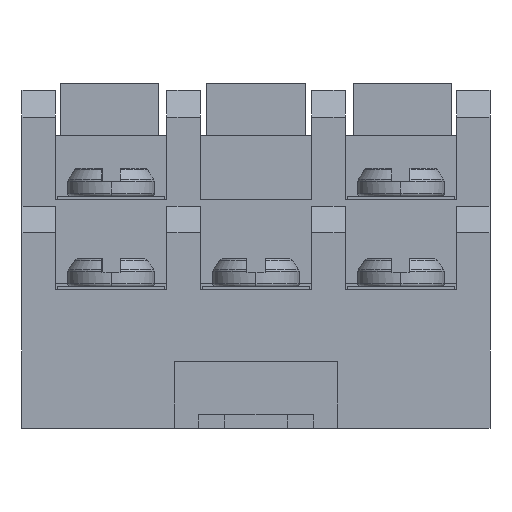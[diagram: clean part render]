
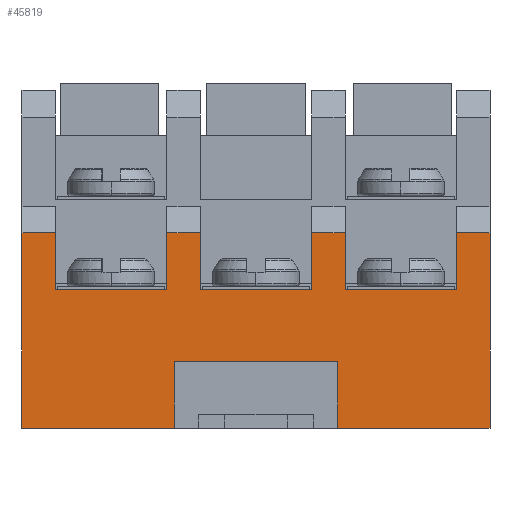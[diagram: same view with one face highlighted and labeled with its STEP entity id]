
A CAD part, front view. The second image highlights one B-rep face of the part: STEP entity #45819.
In plain terms, the highlighted planar face has unit normal (0, -1, 0).
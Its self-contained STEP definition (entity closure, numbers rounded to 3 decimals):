
#38274=DIRECTION('',(-1.,0.,0.));
#38275=VECTOR('',#38274,11.45);
#38276=CARTESIAN_POINT('',(-21570.13,-958.766,0.));
#38277=LINE('',#38276,#38275);
#38582=DIRECTION('',(0.,0.,1.));
#38583=VECTOR('',#38582,14.7);
#38584=CARTESIAN_POINT('',(-21581.58,-958.766,0.));
#38585=LINE('',#38584,#38583);
#38736=DIRECTION('',(0.,0.,-1.));
#38737=VECTOR('',#38736,14.7);
#38738=CARTESIAN_POINT('',(-21546.38,-958.766,
14.7));
#38739=LINE('',#38738,#38737);
#38939=DIRECTION('',(1.,0.,0.));
#38940=VECTOR('',#38939,1.85);
#38941=CARTESIAN_POINT('',(-21570.13,-958.766,5.));
#38942=LINE('',#38941,#38940);
#38946=DIRECTION('',(0.,0.,1.));
#38947=VECTOR('',#38946,5.);
#38948=CARTESIAN_POINT('',(-21570.13,-958.766,0.));
#38949=LINE('',#38948,#38947);
#38953=DIRECTION('',(0.,0.,-1.));
#38954=VECTOR('',#38953,5.);
#38955=CARTESIAN_POINT('',(-21557.83,-958.766,5.));
#38956=LINE('',#38955,#38954);
#38960=DIRECTION('',(1.,0.,0.));
#38961=VECTOR('',#38960,1.85);
#38962=CARTESIAN_POINT('',(-21559.68,-958.766,5.));
#38963=LINE('',#38962,#38961);
#38967=DIRECTION('',(0.,0.,1.));
#38968=VECTOR('',#38967,5.);
#38969=CARTESIAN_POINT('',(-21559.68,-958.766,0.));
#38970=LINE('',#38969,#38968);
#38974=DIRECTION('',(0.,0.,-1.));
#38975=VECTOR('',#38974,5.);
#38976=CARTESIAN_POINT('',(-21568.28,-958.766,5.));
#38977=LINE('',#38976,#38975);
#38988=DIRECTION('',(1.,0.,0.));
#38989=VECTOR('',#38988,2.5);
#38990=CARTESIAN_POINT('',(-21581.58,-958.766,14.7));
#38991=LINE('',#38990,#38989);
#42467=DIRECTION('',(1.,0.,0.));
#42468=VECTOR('',#42467,2.5);
#42469=CARTESIAN_POINT('',(-21548.88,-958.766,14.7));
#42470=LINE('',#42469,#42468);
#42474=DIRECTION('',(0.,0.,1.));
#42475=VECTOR('',#42474,4.3);
#42476=CARTESIAN_POINT('',(-21548.88,-958.766,10.4));
#42477=LINE('',#42476,#42475);
#42502=DIRECTION('',(1.,0.,0.));
#42503=VECTOR('',#42502,8.4);
#42504=CARTESIAN_POINT('',(-21557.28,-958.766,10.4));
#42505=LINE('',#42504,#42503);
#42677=DIRECTION('',(0.,0.,-1.));
#42678=VECTOR('',#42677,4.3);
#42679=CARTESIAN_POINT('',(-21557.28,-958.766,
14.7));
#42680=LINE('',#42679,#42678);
#42719=DIRECTION('',(1.,0.,0.));
#42720=VECTOR('',#42719,2.5);
#42721=CARTESIAN_POINT('',(-21559.78,-958.766,14.7));
#42722=LINE('',#42721,#42720);
#42740=DIRECTION('',(0.,0.,1.));
#42741=VECTOR('',#42740,4.3);
#42742=CARTESIAN_POINT('',(-21559.78,-958.766,10.4));
#42743=LINE('',#42742,#42741);
#42768=DIRECTION('',(1.,0.,0.));
#42769=VECTOR('',#42768,8.4);
#42770=CARTESIAN_POINT('',(-21568.18,-958.766,10.4));
#42771=LINE('',#42770,#42769);
#42950=DIRECTION('',(0.,0.,-1.));
#42951=VECTOR('',#42950,4.3);
#42952=CARTESIAN_POINT('',(-21568.18,-958.766,
14.7));
#42953=LINE('',#42952,#42951);
#42985=DIRECTION('',(1.,0.,0.));
#42986=VECTOR('',#42985,2.5);
#42987=CARTESIAN_POINT('',(-21570.68,-958.766,14.7));
#42988=LINE('',#42987,#42986);
#42992=DIRECTION('',(0.,0.,1.));
#42993=VECTOR('',#42992,4.3);
#42994=CARTESIAN_POINT('',(-21570.68,-958.766,10.4));
#42995=LINE('',#42994,#42993);
#43020=DIRECTION('',(1.,0.,0.));
#43021=VECTOR('',#43020,8.4);
#43022=CARTESIAN_POINT('',(-21579.08,-958.766,10.4));
#43023=LINE('',#43022,#43021);
#43195=DIRECTION('',(0.,0.,-1.));
#43196=VECTOR('',#43195,4.3);
#43197=CARTESIAN_POINT('',(-21579.08,-958.766,
14.7));
#43198=LINE('',#43197,#43196);
#43349=DIRECTION('',(-1.,0.,0.));
#43350=VECTOR('',#43349,11.45);
#43351=CARTESIAN_POINT('',(-21546.38,-958.766,0.));
#43352=LINE('',#43351,#43350);
#43398=DIRECTION('',(-1.,0.,0.));
#43399=VECTOR('',#43398,8.6);
#43400=CARTESIAN_POINT('',(-21559.68,-958.766,0.));
#43401=LINE('',#43400,#43399);
#43884=CARTESIAN_POINT('',(-21546.38,-958.766,
14.7));
#43885=VERTEX_POINT('',#43884);
#43886=CARTESIAN_POINT('',(-21546.38,-958.766,0.));
#43887=VERTEX_POINT('',#43886);
#43917=CARTESIAN_POINT('',(-21581.58,-958.766,0.));
#43919=VERTEX_POINT('',#43917);
#43920=CARTESIAN_POINT('',(-21581.58,-958.766,14.7));
#43921=VERTEX_POINT('',#43920);
#43990=CARTESIAN_POINT('',(-21570.13,-958.766,0.));
#43991=VERTEX_POINT('',#43990);
#43992=CARTESIAN_POINT('',(-21570.13,-958.766,5.));
#43993=CARTESIAN_POINT('',(-21568.28,-958.766,5.));
#43994=VERTEX_POINT('',#43992);
#43995=VERTEX_POINT('',#43993);
#43996=CARTESIAN_POINT('',(-21568.28,-958.766,0.));
#43997=VERTEX_POINT('',#43996);
#43998=CARTESIAN_POINT('',(-21559.68,-958.766,0.));
#43999=VERTEX_POINT('',#43998);
#44000=CARTESIAN_POINT('',(-21559.68,-958.766,5.));
#44001=VERTEX_POINT('',#44000);
#44002=CARTESIAN_POINT('',(-21557.83,-958.766,5.));
#44003=VERTEX_POINT('',#44002);
#44004=CARTESIAN_POINT('',(-21557.83,-958.766,0.));
#44005=VERTEX_POINT('',#44004);
#44006=CARTESIAN_POINT('',(-21548.88,-958.766,14.7));
#44007=VERTEX_POINT('',#44006);
#44008=CARTESIAN_POINT('',(-21548.88,-958.766,10.4));
#44009=VERTEX_POINT('',#44008);
#44010=CARTESIAN_POINT('',(-21557.28,-958.766,10.4));
#44011=VERTEX_POINT('',#44010);
#44012=CARTESIAN_POINT('',(-21557.28,-958.766,
14.7));
#44013=VERTEX_POINT('',#44012);
#44014=CARTESIAN_POINT('',(-21559.78,-958.766,14.7));
#44015=VERTEX_POINT('',#44014);
#44016=CARTESIAN_POINT('',(-21559.78,-958.766,10.4));
#44017=VERTEX_POINT('',#44016);
#44018=CARTESIAN_POINT('',(-21568.18,-958.766,10.4));
#44019=VERTEX_POINT('',#44018);
#44020=CARTESIAN_POINT('',(-21568.18,-958.766,
14.7));
#44021=VERTEX_POINT('',#44020);
#44022=CARTESIAN_POINT('',(-21570.68,-958.766,14.7));
#44023=VERTEX_POINT('',#44022);
#44024=CARTESIAN_POINT('',(-21570.68,-958.766,10.4));
#44025=VERTEX_POINT('',#44024);
#44026=CARTESIAN_POINT('',(-21579.08,-958.766,10.4));
#44027=VERTEX_POINT('',#44026);
#44028=CARTESIAN_POINT('',(-21579.08,-958.766,
14.7));
#44029=VERTEX_POINT('',#44028);
#45771=CARTESIAN_POINT('',(-21579.08,-958.766,0.));
#45772=DIRECTION('',(0.,-1.,0.));
#45773=DIRECTION('',(0.,0.,1.));
#45774=AXIS2_PLACEMENT_3D('',#45771,#45772,#45773);
#45775=PLANE('',#45774);
#45776=ORIENTED_EDGE('',*,*,#45075,.F.);
#45777=ORIENTED_EDGE('',*,*,#45168,.F.);
#45778=ORIENTED_EDGE('',*,*,#45194,.T.);
#45779=ORIENTED_EDGE('',*,*,#45409,.T.);
#45781=ORIENTED_EDGE('',*,*,#45780,.T.);
#45783=ORIENTED_EDGE('',*,*,#45782,.T.);
#45785=ORIENTED_EDGE('',*,*,#45784,.T.);
#45787=ORIENTED_EDGE('',*,*,#45786,.T.);
#45789=ORIENTED_EDGE('',*,*,#45788,.T.);
#45791=ORIENTED_EDGE('',*,*,#45790,.T.);
#45793=ORIENTED_EDGE('',*,*,#45792,.T.);
#45795=ORIENTED_EDGE('',*,*,#45794,.T.);
#45797=ORIENTED_EDGE('',*,*,#45796,.T.);
#45799=ORIENTED_EDGE('',*,*,#45798,.T.);
#45801=ORIENTED_EDGE('',*,*,#45800,.T.);
#45803=ORIENTED_EDGE('',*,*,#45802,.T.);
#45805=ORIENTED_EDGE('',*,*,#45804,.T.);
#45806=ORIENTED_EDGE('',*,*,#45596,.T.);
#45808=ORIENTED_EDGE('',*,*,#45807,.T.);
#45809=ORIENTED_EDGE('',*,*,#45756,.F.);
#45810=ORIENTED_EDGE('',*,*,#45091,.F.);
#45812=ORIENTED_EDGE('',*,*,#45811,.F.);
#45814=ORIENTED_EDGE('',*,*,#45813,.T.);
#45816=ORIENTED_EDGE('',*,*,#45815,.F.);
#45817=EDGE_LOOP('',(#45776,#45777,#45778,#45779,#45781,#45783,#45785,#45787,
#45789,#45791,#45793,#45795,#45797,#45799,#45801,#45803,#45805,#45806,#45808,
#45809,#45810,#45812,#45814,#45816));
#45818=FACE_OUTER_BOUND('',#45817,.F.);
#45075=EDGE_CURVE('',#43994,#43995,#38942,.T.);
#45091=EDGE_CURVE('',#44001,#44003,#38963,.T.);
#45168=EDGE_CURVE('',#43991,#43994,#38949,.T.);
#45194=EDGE_CURVE('',#43991,#43919,#38277,.T.);
#45409=EDGE_CURVE('',#43919,#43921,#38585,.T.);
#45596=EDGE_CURVE('',#43885,#43887,#38739,.T.);
#45756=EDGE_CURVE('',#44003,#44005,#38956,.T.);
#45780=EDGE_CURVE('',#43921,#44029,#38991,.T.);
#45782=EDGE_CURVE('',#44029,#44027,#43198,.T.);
#45784=EDGE_CURVE('',#44027,#44025,#43023,.T.);
#45786=EDGE_CURVE('',#44025,#44023,#42995,.T.);
#45788=EDGE_CURVE('',#44023,#44021,#42988,.T.);
#45790=EDGE_CURVE('',#44021,#44019,#42953,.T.);
#45792=EDGE_CURVE('',#44019,#44017,#42771,.T.);
#45794=EDGE_CURVE('',#44017,#44015,#42743,.T.);
#45796=EDGE_CURVE('',#44015,#44013,#42722,.T.);
#45798=EDGE_CURVE('',#44013,#44011,#42680,.T.);
#45800=EDGE_CURVE('',#44011,#44009,#42505,.T.);
#45802=EDGE_CURVE('',#44009,#44007,#42477,.T.);
#45804=EDGE_CURVE('',#44007,#43885,#42470,.T.);
#45807=EDGE_CURVE('',#43887,#44005,#43352,.T.);
#45811=EDGE_CURVE('',#43999,#44001,#38970,.T.);
#45813=EDGE_CURVE('',#43999,#43997,#43401,.T.);
#45815=EDGE_CURVE('',#43995,#43997,#38977,.T.);
#45819=ADVANCED_FACE('',(#45818),#45775,.T.);
